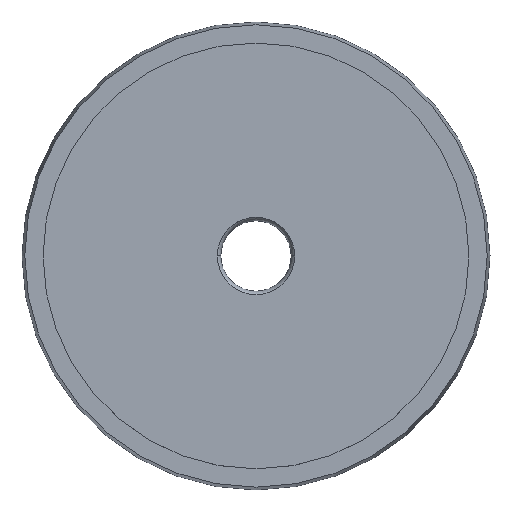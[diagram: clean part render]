
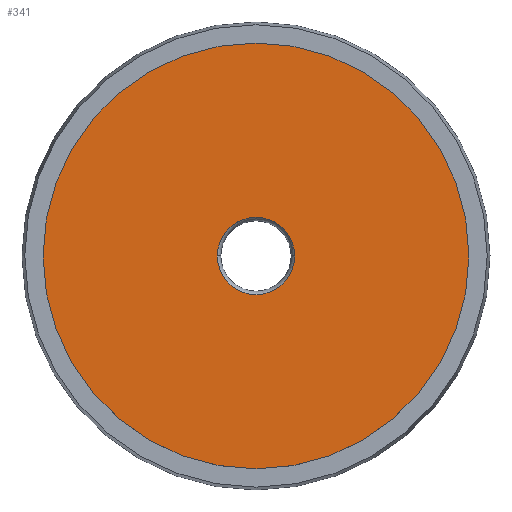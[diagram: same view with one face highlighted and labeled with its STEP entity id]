
A CAD part, top view. The second image highlights one B-rep face of the part: STEP entity #341.
In plain terms, the highlighted planar face has unit normal (0, 0, 1).
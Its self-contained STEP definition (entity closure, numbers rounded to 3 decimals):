
#4 = CARTESIAN_POINT ( 'NONE',  ( -2.75, 0., 0. ) ) ;
#31 = CIRCLE ( 'NONE', #401, 2.75 ) ;
#59 = CARTESIAN_POINT ( 'NONE',  ( 15.15, 0., 0. ) ) ;
#73 = VERTEX_POINT ( 'NONE', #59 ) ;
#81 = EDGE_CURVE ( 'NONE', #426, #73, #167, .T. ) ;
#82 = CARTESIAN_POINT ( 'NONE',  ( 0., 0., 0. ) ) ;
#84 = EDGE_LOOP ( 'NONE', ( #556, #119 ) ) ;
#88 = AXIS2_PLACEMENT_3D ( 'NONE', #600, #500, #256 ) ;
#115 = VERTEX_POINT ( 'NONE', #474 ) ;
#117 = AXIS2_PLACEMENT_3D ( 'NONE', #303, #448, #251 ) ;
#119 = ORIENTED_EDGE ( 'NONE', *, *, #602, .F. ) ;
#125 = DIRECTION ( 'NONE',  ( 0., 0., 1. ) ) ;
#153 = PLANE ( 'NONE',  #117 ) ;
#167 = CIRCLE ( 'NONE', #429, 15.15 ) ;
#172 = ORIENTED_EDGE ( 'NONE', *, *, #81, .T. ) ;
#202 = CIRCLE ( 'NONE', #279, 2.75 ) ;
#229 = FACE_OUTER_BOUND ( 'NONE', #631, .T. ) ;
#251 = DIRECTION ( 'NONE',  ( -1., 0., 0. ) ) ;
#256 = DIRECTION ( 'NONE',  ( 1., 0., 0. ) ) ;
#259 = DIRECTION ( 'NONE',  ( 0., 0., 1. ) ) ;
#279 = AXIS2_PLACEMENT_3D ( 'NONE', #461, #259, #360 ) ;
#303 = CARTESIAN_POINT ( 'NONE',  ( 0., 0., 0. ) ) ;
#341 = ADVANCED_FACE ( 'NONE', ( #359, #229 ), #153, .F. ) ;
#356 = EDGE_CURVE ( 'NONE', #73, #426, #425, .T. ) ;
#359 = FACE_BOUND ( 'NONE', #84, .T. ) ;
#360 = DIRECTION ( 'NONE',  ( 1., 0., 0. ) ) ;
#375 = DIRECTION ( 'NONE',  ( 0., 0., 1. ) ) ;
#401 = AXIS2_PLACEMENT_3D ( 'NONE', #485, #125, #578 ) ;
#425 = CIRCLE ( 'NONE', #88, 15.15 ) ;
#426 = VERTEX_POINT ( 'NONE', #635 ) ;
#429 = AXIS2_PLACEMENT_3D ( 'NONE', #82, #375, #478 ) ;
#448 = DIRECTION ( 'NONE',  ( 0., 0., -1. ) ) ;
#461 = CARTESIAN_POINT ( 'NONE',  ( 0., 0., 0. ) ) ;
#474 = CARTESIAN_POINT ( 'NONE',  ( 2.75, 0., 0. ) ) ;
#478 = DIRECTION ( 'NONE',  ( 1., 0., 0. ) ) ;
#485 = CARTESIAN_POINT ( 'NONE',  ( 0., 0., 0. ) ) ;
#500 = DIRECTION ( 'NONE',  ( 0., 0., 1. ) ) ;
#533 = ORIENTED_EDGE ( 'NONE', *, *, #356, .T. ) ;
#546 = EDGE_CURVE ( 'NONE', #115, #564, #202, .T. ) ;
#556 = ORIENTED_EDGE ( 'NONE', *, *, #546, .F. ) ;
#564 = VERTEX_POINT ( 'NONE', #4 ) ;
#578 = DIRECTION ( 'NONE',  ( 1., 0., 0. ) ) ;
#600 = CARTESIAN_POINT ( 'NONE',  ( 0., 0., 0. ) ) ;
#602 = EDGE_CURVE ( 'NONE', #564, #115, #31, .T. ) ;
#631 = EDGE_LOOP ( 'NONE', ( #533, #172 ) ) ;
#635 = CARTESIAN_POINT ( 'NONE',  ( -15.15, 0., 0. ) ) ;
